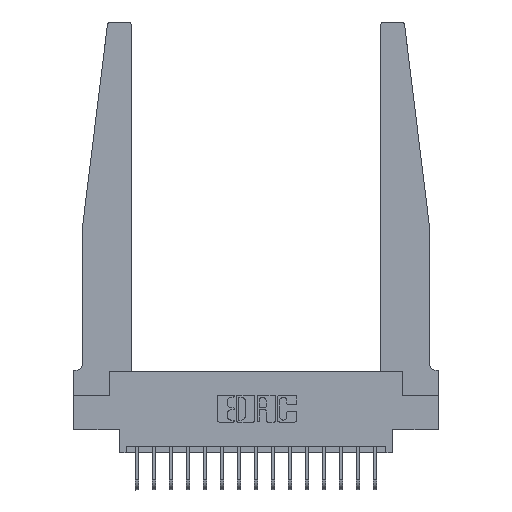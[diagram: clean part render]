
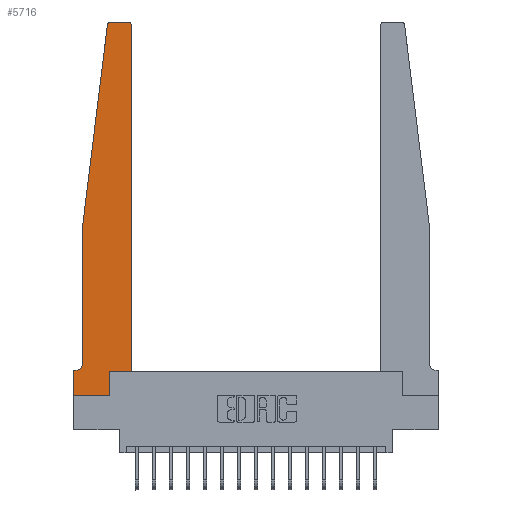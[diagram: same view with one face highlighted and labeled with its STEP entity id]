
A CAD part, top view. The second image highlights one B-rep face of the part: STEP entity #5716.
In plain terms, the highlighted planar face has unit normal (0, 0, 1).
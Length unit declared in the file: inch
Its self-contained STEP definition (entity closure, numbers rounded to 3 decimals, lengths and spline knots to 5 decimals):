
#153 = ORIENTED_EDGE ( 'NONE', *, *, #11957, .T. ) ;
#179 = EDGE_CURVE ( 'NONE', #7642, #8189, #412, .T. ) ;
#412 = LINE ( 'NONE', #11101, #15968 ) ;
#548 = LINE ( 'NONE', #14484, #6356 ) ;
#1082 = VECTOR ( 'NONE', #4359, 39.37008 ) ;
#1109 = VERTEX_POINT ( 'NONE', #3224 ) ;
#1168 = ORIENTED_EDGE ( 'NONE', *, *, #4388, .T. ) ;
#1393 = ORIENTED_EDGE ( 'NONE', *, *, #14386, .T. ) ;
#1507 = CARTESIAN_POINT ( 'NONE',  ( 0.2605, 0.18, 0.37 ) ) ;
#1933 = ORIENTED_EDGE ( 'NONE', *, *, #15170, .T. ) ;
#2194 = CARTESIAN_POINT ( 'NONE',  ( 0.25, 2.75, 0.37 ) ) ;
#2301 = VECTOR ( 'NONE', #13086, 39.37008 ) ;
#2312 = DIRECTION ( 'NONE',  ( -1., 0., 0. ) ) ;
#2826 = ORIENTED_EDGE ( 'NONE', *, *, #11017, .T. ) ;
#3224 = CARTESIAN_POINT ( 'NONE',  ( 0., 0., 0.37 ) ) ;
#3240 = VERTEX_POINT ( 'NONE', #17508 ) ;
#3542 = CARTESIAN_POINT ( 'NONE',  ( 0., 0.1875, 0.37 ) ) ;
#3702 = ORIENTED_EDGE ( 'NONE', *, *, #17534, .T. ) ;
#3738 = CARTESIAN_POINT ( 'NONE',  ( 0., 0.1875, 0.37 ) ) ;
#3840 = VERTEX_POINT ( 'NONE', #1507 ) ;
#3849 = DIRECTION ( 'NONE',  ( -1., 0., 0. ) ) ;
#3984 = DIRECTION ( 'NONE',  ( 1., 0., 0. ) ) ;
#4357 = VERTEX_POINT ( 'NONE', #8712 ) ;
#4359 = DIRECTION ( 'NONE',  ( 0., -1., 0. ) ) ;
#4388 = EDGE_CURVE ( 'NONE', #18340, #1109, #17047, .T. ) ;
#4732 = LINE ( 'NONE', #13317, #10824 ) ;
#5093 = CARTESIAN_POINT ( 'NONE',  ( 0.015, 0.1875, 0.37 ) ) ;
#5431 = AXIS2_PLACEMENT_3D ( 'NONE', #8632, #11641, #2312 ) ;
#5617 = CIRCLE ( 'NONE', #5431, 0.05 ) ;
#5716 = ADVANCED_FACE ( 'NONE', ( #7202 ), #16044, .T. ) ;
#5764 = VERTEX_POINT ( 'NONE', #11363 ) ;
#5831 = LINE ( 'NONE', #13177, #8003 ) ;
#6317 = CIRCLE ( 'NONE', #19098, 0.03 ) ;
#6356 = VECTOR ( 'NONE', #11509, 39.37008 ) ;
#6426 = LINE ( 'NONE', #2194, #2301 ) ;
#6713 = DIRECTION ( 'NONE',  ( 0., 0., 1. ) ) ;
#6736 = CIRCLE ( 'NONE', #10303, 0.03 ) ;
#7202 = FACE_OUTER_BOUND ( 'NONE', #11255, .T. ) ;
#7331 = ORIENTED_EDGE ( 'NONE', *, *, #13116, .T. ) ;
#7386 = DIRECTION ( 'NONE',  ( 1., 0., 0. ) ) ;
#7642 = VERTEX_POINT ( 'NONE', #11291 ) ;
#7986 = AXIS2_PLACEMENT_3D ( 'NONE', #3738, #6713, #17630 ) ;
#8003 = VECTOR ( 'NONE', #3849, 39.37008 ) ;
#8179 = CARTESIAN_POINT ( 'NONE',  ( 0.425, 2.72, 0.37 ) ) ;
#8189 = VERTEX_POINT ( 'NONE', #8179 ) ;
#8309 = DIRECTION ( 'NONE',  ( 0., 0., 1. ) ) ;
#8401 = VERTEX_POINT ( 'NONE', #16309 ) ;
#8512 = VERTEX_POINT ( 'NONE', #5093 ) ;
#8632 = CARTESIAN_POINT ( 'NONE',  ( 0.015, 0.2375, 0.37 ) ) ;
#8690 = EDGE_CURVE ( 'NONE', #4357, #8512, #5617, .T. ) ;
#8712 = CARTESIAN_POINT ( 'NONE',  ( 0.065, 0.2375, 0.37 ) ) ;
#8768 = VECTOR ( 'NONE', #18131, 39.37008 ) ;
#9449 = VECTOR ( 'NONE', #12604, 39.37008 ) ;
#9510 = DIRECTION ( 'NONE',  ( 0., 0., 1. ) ) ;
#9595 = CARTESIAN_POINT ( 'NONE',  ( 0.24675, 2.72367, 0.37 ) ) ;
#9619 = CARTESIAN_POINT ( 'NONE',  ( 0.27653, 2.72, 0.37 ) ) ;
#9863 = VERTEX_POINT ( 'NONE', #13918 ) ;
#10015 = VERTEX_POINT ( 'NONE', #9595 ) ;
#10303 = AXIS2_PLACEMENT_3D ( 'NONE', #17140, #9510, #15720 ) ;
#10824 = VECTOR ( 'NONE', #3984, 39.37008 ) ;
#11017 = EDGE_CURVE ( 'NONE', #8512, #18340, #5831, .T. ) ;
#11101 = CARTESIAN_POINT ( 'NONE',  ( 0.425, 0.18, 0.37 ) ) ;
#11255 = EDGE_LOOP ( 'NONE', ( #14335, #3702, #16009, #1933, #14939, #2826, #1168, #1393, #18554, #153, #18986, #7331 ) ) ;
#11291 = CARTESIAN_POINT ( 'NONE',  ( 0.425, 0.18, 0.37 ) ) ;
#11363 = CARTESIAN_POINT ( 'NONE',  ( 0.395, 2.75, 0.37 ) ) ;
#11383 = EDGE_CURVE ( 'NONE', #10015, #3240, #17500, .T. ) ;
#11509 = DIRECTION ( 'NONE',  ( 0., 1., 0. ) ) ;
#11641 = DIRECTION ( 'NONE',  ( 0., 0., -1. ) ) ;
#11957 = EDGE_CURVE ( 'NONE', #3840, #7642, #18716, .T. ) ;
#12604 = DIRECTION ( 'NONE',  ( -0.122, -0.992, 0. ) ) ;
#13086 = DIRECTION ( 'NONE',  ( -1., 0., 0. ) ) ;
#13116 = EDGE_CURVE ( 'NONE', #8189, #5764, #6736, .T. ) ;
#13177 = CARTESIAN_POINT ( 'NONE',  ( 0.065, 0.1875, 0.37 ) ) ;
#13317 = CARTESIAN_POINT ( 'NONE',  ( 0., 0., 0.37 ) ) ;
#13918 = CARTESIAN_POINT ( 'NONE',  ( 0.2605, 0., 0.37 ) ) ;
#14335 = ORIENTED_EDGE ( 'NONE', *, *, #14934, .T. ) ;
#14386 = EDGE_CURVE ( 'NONE', #1109, #9863, #4732, .T. ) ;
#14484 = CARTESIAN_POINT ( 'NONE',  ( 0.2605, 0.18, 0.37 ) ) ;
#14934 = EDGE_CURVE ( 'NONE', #5764, #8401, #6426, .T. ) ;
#14939 = ORIENTED_EDGE ( 'NONE', *, *, #8690, .T. ) ;
#14984 = CARTESIAN_POINT ( 'NONE',  ( 0., 0., 0.37 ) ) ;
#15170 = EDGE_CURVE ( 'NONE', #3240, #4357, #17143, .T. ) ;
#15675 = CARTESIAN_POINT ( 'NONE',  ( 0.065, 1.25, 0.37 ) ) ;
#15720 = DIRECTION ( 'NONE',  ( 1., 0., 0. ) ) ;
#15968 = VECTOR ( 'NONE', #17459, 39.37008 ) ;
#16009 = ORIENTED_EDGE ( 'NONE', *, *, #11383, .T. ) ;
#16044 = PLANE ( 'NONE',  #7986 ) ;
#16309 = CARTESIAN_POINT ( 'NONE',  ( 0.27653, 2.75, 0.37 ) ) ;
#16578 = EDGE_CURVE ( 'NONE', #9863, #3840, #548, .T. ) ;
#17047 = LINE ( 'NONE', #14984, #8768 ) ;
#17140 = CARTESIAN_POINT ( 'NONE',  ( 0.395, 2.72, 0.37 ) ) ;
#17143 = LINE ( 'NONE', #19956, #1082 ) ;
#17459 = DIRECTION ( 'NONE',  ( 0., 1., 0. ) ) ;
#17500 = LINE ( 'NONE', #15675, #9449 ) ;
#17508 = CARTESIAN_POINT ( 'NONE',  ( 0.065, 1.25, 0.37 ) ) ;
#17534 = EDGE_CURVE ( 'NONE', #8401, #10015, #6317, .T. ) ;
#17604 = DIRECTION ( 'NONE',  ( 1., 0., 0. ) ) ;
#17630 = DIRECTION ( 'NONE',  ( 1., 0., 0. ) ) ;
#18131 = DIRECTION ( 'NONE',  ( 0., -1., 0. ) ) ;
#18340 = VERTEX_POINT ( 'NONE', #3542 ) ;
#18554 = ORIENTED_EDGE ( 'NONE', *, *, #16578, .T. ) ;
#18716 = LINE ( 'NONE', #19802, #19434 ) ;
#18986 = ORIENTED_EDGE ( 'NONE', *, *, #179, .T. ) ;
#19098 = AXIS2_PLACEMENT_3D ( 'NONE', #9619, #8309, #17604 ) ;
#19434 = VECTOR ( 'NONE', #7386, 39.37008 ) ;
#19802 = CARTESIAN_POINT ( 'NONE',  ( 0.425, 0.18, 0.37 ) ) ;
#19956 = CARTESIAN_POINT ( 'NONE',  ( 0.065, 1.25, 0.37 ) ) ;
